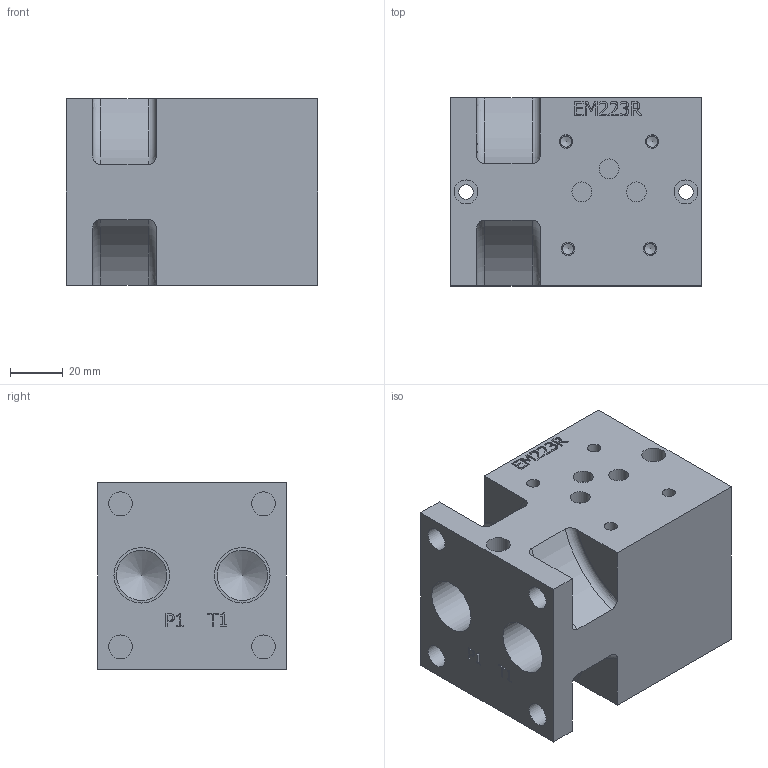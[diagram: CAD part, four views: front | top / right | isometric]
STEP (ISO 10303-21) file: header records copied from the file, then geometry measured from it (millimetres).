
FILE_DESCRIPTION(/* description */ (''),/* implementation_level */ '2;1');
FILE_NAME(/* name */ 'em223r.stp',/* time_stamp */ '2016-05-10T16:01:40+02:00',/* author */ ('Lemoine2'),/* organization */ (''),/* preprocessor_version */ 'ST-DEVELOPER v16.1',/* originating_system */ 'Autodesk Inventor 2016',/* authorisation */ '');
FILE_SCHEMA (('AUTOMOTIVE_DESIGN { 1 0 10303 214 3 1 1 }'));
Length unit declared in the file: millimetre
Products named in the file (1): em223r
Bounding box: 95 x 71 x 70.5 mm (x, y, z)
Volume: 395201.8 mm3; surface area: 50345.2 mm2
Topology: 1 solids, 1 shells, 283 faces, 755 edges, 508 vertices
Faces by surface type: plane 156, bspline 66, cylinder 41, cone 12, torus 8
Full cylindrical faces by diameter (mm): 4.2 x4, 5 x4, 5.5 x2, 6.75 x4, 7.5 x3, 8 x4, 9 x6, 19 x4, 20.955 x4, 29 x2
Entity records: 8707 total; most frequent: CARTESIAN_POINT 2424, ORIENTED_EDGE 1336, DIRECTION 1046, EDGE_CURVE 668, VERTEX_POINT 470, LINE 430, VECTOR 430, EDGE_LOOP 378
